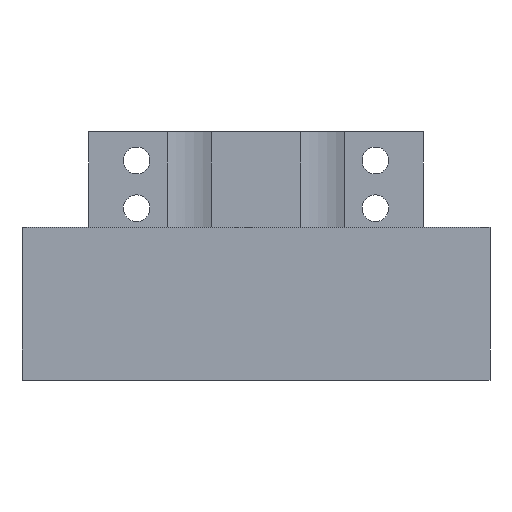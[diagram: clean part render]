
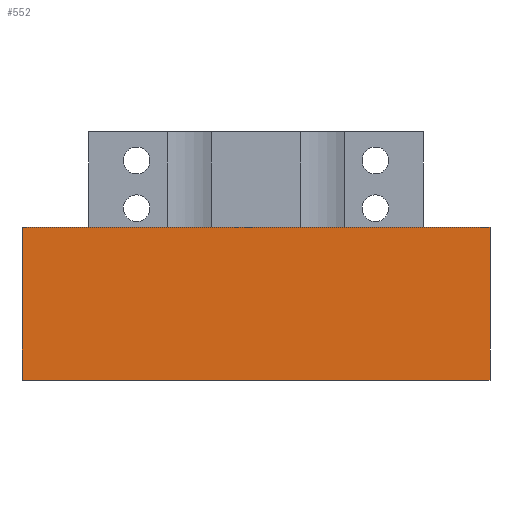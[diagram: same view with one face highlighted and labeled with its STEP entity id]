
A CAD part, left-side view. The second image highlights one B-rep face of the part: STEP entity #552.
In plain terms, the highlighted planar face has unit normal (-1, 0, 0).
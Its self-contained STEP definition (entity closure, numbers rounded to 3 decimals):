
#59=FACE_OUTER_BOUND('',#94,.T.);
#94=EDGE_LOOP('',(#501,#502,#503,#504));
#155=LINE('',#881,#215);
#161=LINE('',#894,#221);
#165=LINE('',#905,#225);
#169=LINE('',#913,#229);
#215=VECTOR('',#720,10.);
#221=VECTOR('',#734,10.);
#225=VECTOR('',#746,10.);
#229=VECTOR('',#756,10.);
#271=VERTEX_POINT('',#877);
#272=VERTEX_POINT('',#879);
#275=VERTEX_POINT('',#892);
#278=VERTEX_POINT('',#904);
#338=EDGE_CURVE('',#271,#272,#155,.T.);
#345=EDGE_CURVE('',#272,#275,#161,.T.);
#350=EDGE_CURVE('',#278,#271,#165,.T.);
#354=EDGE_CURVE('',#278,#275,#169,.T.);
#501=ORIENTED_EDGE('',*,*,#345,.T.);
#502=ORIENTED_EDGE('',*,*,#354,.F.);
#503=ORIENTED_EDGE('',*,*,#350,.T.);
#504=ORIENTED_EDGE('',*,*,#338,.T.);
#525=PLANE('',#609);
#552=ADVANCED_FACE('',(#59),#525,.T.);
#609=AXIS2_PLACEMENT_3D('',#914,#757,#758);
#720=DIRECTION('',(0.,0.,-1.));
#734=DIRECTION('',(0.,-1.,0.));
#746=DIRECTION('',(0.,1.,0.));
#756=DIRECTION('',(0.,0.,-1.));
#757=DIRECTION('center_axis',(-1.,0.,0.));
#758=DIRECTION('ref_axis',(0.,-1.,0.));
#877=CARTESIAN_POINT('',(-7.5,31.5,8.));
#879=CARTESIAN_POINT('',(-7.5,31.5,-8.));
#881=CARTESIAN_POINT('',(-7.5,31.5,8.));
#892=CARTESIAN_POINT('',(-7.5,-17.5,-8.));
#894=CARTESIAN_POINT('',(-7.5,6.5,-8.));
#904=CARTESIAN_POINT('',(-7.5,-17.5,8.));
#905=CARTESIAN_POINT('',(-7.5,7.5,8.));
#913=CARTESIAN_POINT('',(-7.5,-17.5,23.));
#914=CARTESIAN_POINT('Origin',(-7.5,7.5,0.));
